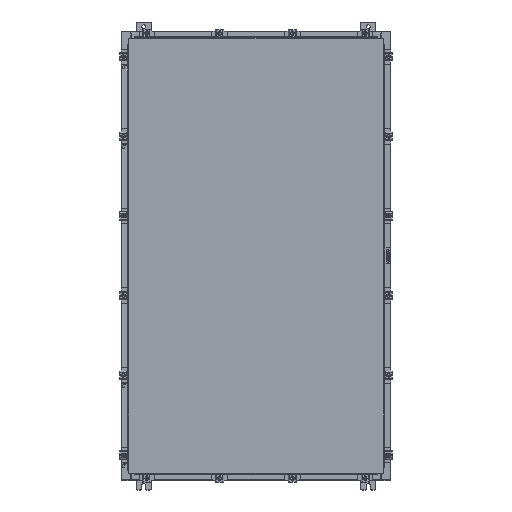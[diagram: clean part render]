
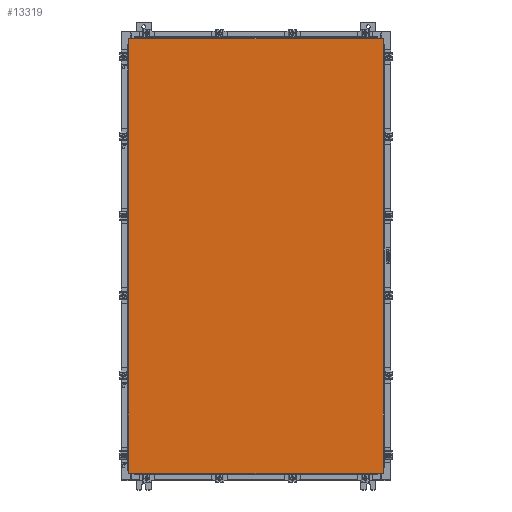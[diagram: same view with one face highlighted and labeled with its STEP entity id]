
A CAD part, top view. The second image highlights one B-rep face of the part: STEP entity #13319.
In plain terms, the highlighted planar face has unit normal (0, 0, 1).
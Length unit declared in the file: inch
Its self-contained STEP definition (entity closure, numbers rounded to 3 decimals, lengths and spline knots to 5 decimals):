
#564 = AXIS2_PLACEMENT_3D ( 'NONE', #19344, #19433, #6755 ) ;
#1206 = LINE ( 'NONE', #23850, #16793 ) ;
#1357 = CARTESIAN_POINT ( 'NONE',  ( 16.9903, 29.0063, 0. ) ) ;
#3836 = VERTEX_POINT ( 'NONE', #21875 ) ;
#3867 = EDGE_LOOP ( 'NONE', ( #17976, #25363, #17149, #11692 ) ) ;
#4607 = PLANE ( 'NONE',  #564 ) ;
#6049 = VERTEX_POINT ( 'NONE', #8258 ) ;
#6155 = DIRECTION ( 'NONE',  ( -1., 0., 0. ) ) ;
#6755 = DIRECTION ( 'NONE',  ( -1., 0., 0. ) ) ;
#8258 = CARTESIAN_POINT ( 'NONE',  ( -16.9903, 29.0063, 0. ) ) ;
#8487 = CARTESIAN_POINT ( 'NONE',  ( -16.9903, 29.0063, 0. ) ) ;
#9290 = LINE ( 'NONE', #14628, #19252 ) ;
#10605 = DIRECTION ( 'NONE',  ( 0., -1., 0. ) ) ;
#10720 = EDGE_CURVE ( 'NONE', #6049, #25418, #12207, .T. ) ;
#11692 = ORIENTED_EDGE ( 'NONE', *, *, #10720, .T. ) ;
#12207 = LINE ( 'NONE', #8487, #22218 ) ;
#13319 = ADVANCED_FACE ( 'NONE', ( #25037 ), #4607, .F. ) ;
#14628 = CARTESIAN_POINT ( 'NONE',  ( 16.9903, 29.0063, 0. ) ) ;
#16793 = VECTOR ( 'NONE', #25983, 39.37008 ) ;
#17149 = ORIENTED_EDGE ( 'NONE', *, *, #26200, .T. ) ;
#17796 = VERTEX_POINT ( 'NONE', #1357 ) ;
#17976 = ORIENTED_EDGE ( 'NONE', *, *, #25969, .T. ) ;
#19252 = VECTOR ( 'NONE', #6155, 39.37008 ) ;
#19344 = CARTESIAN_POINT ( 'NONE',  ( 0., 0., 0. ) ) ;
#19433 = DIRECTION ( 'NONE',  ( 0., 0., -1. ) ) ;
#20438 = CARTESIAN_POINT ( 'NONE',  ( -16.9903, -29.0063, 0. ) ) ;
#21209 = EDGE_CURVE ( 'NONE', #3836, #17796, #1206, .T. ) ;
#21875 = CARTESIAN_POINT ( 'NONE',  ( 16.9903, -29.0063, 0. ) ) ;
#22218 = VECTOR ( 'NONE', #10605, 39.37008 ) ;
#22584 = DIRECTION ( 'NONE',  ( 1., 0., 0. ) ) ;
#23850 = CARTESIAN_POINT ( 'NONE',  ( 16.9903, -29.0063, 0. ) ) ;
#23949 = VECTOR ( 'NONE', #22584, 39.37008 ) ;
#24597 = LINE ( 'NONE', #20438, #23949 ) ;
#25037 = FACE_OUTER_BOUND ( 'NONE', #3867, .T. ) ;
#25363 = ORIENTED_EDGE ( 'NONE', *, *, #21209, .T. ) ;
#25418 = VERTEX_POINT ( 'NONE', #27373 ) ;
#25969 = EDGE_CURVE ( 'NONE', #25418, #3836, #24597, .T. ) ;
#25983 = DIRECTION ( 'NONE',  ( 0., 1., 0. ) ) ;
#26200 = EDGE_CURVE ( 'NONE', #17796, #6049, #9290, .T. ) ;
#27373 = CARTESIAN_POINT ( 'NONE',  ( -16.9903, -29.0063, 0. ) ) ;
